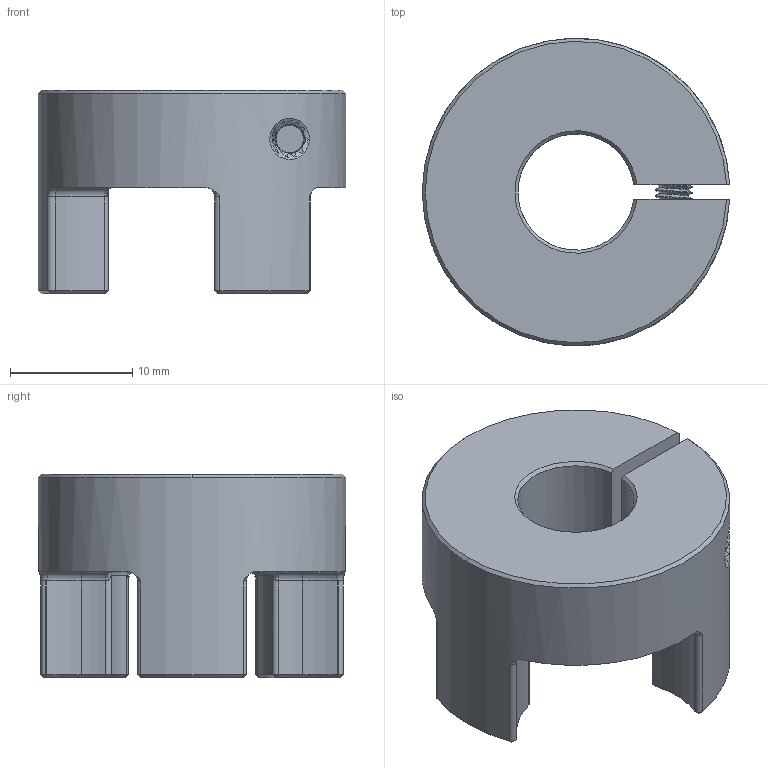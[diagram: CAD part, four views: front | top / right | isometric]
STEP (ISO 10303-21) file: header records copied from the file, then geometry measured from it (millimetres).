
FILE_DESCRIPTION (( 'STEP AP203' ), '1' );
FILE_NAME ('4404N252_Hub for 3-8 Shaft for 15-16 OD Shaft-to-Shaft Precision Spring-Loaded Torque Limiter.STEP', '2023-12-11T20:54:08', ( 'Administrator' ), ( 'Managed by Terraform' ), 'SwSTEP 2.0', 'SolidWorks 2017', '' );
FILE_SCHEMA (( 'CONFIG_CONTROL_DESIGN' ));
Products named in the file (1): 4404N252_Hub for 3-8 Shaft for 15-16 OD Shaft-to-Shaft Precision Spring-Loaded Torque Limiter
Bounding box: 25.19 x 25.19 x 16.7 mm (x, y, z)
Volume: 4076 mm3; surface area: 2861.2 mm2
Topology: 2 solids, 2 shells, 468 faces, 1154 edges, 753 vertices
Faces by surface type: plane 263, cylinder 112, cone 43, torus 26, bspline 24
Entity records: 29375 total; most frequent: CARTESIAN_POINT 18682, ORIENTED_EDGE 2308, DIRECTION 2083, EDGE_CURVE 1154, VERTEX_POINT 753, AXIS2_PLACEMENT_3D 746, VECTOR 591, LINE 591
